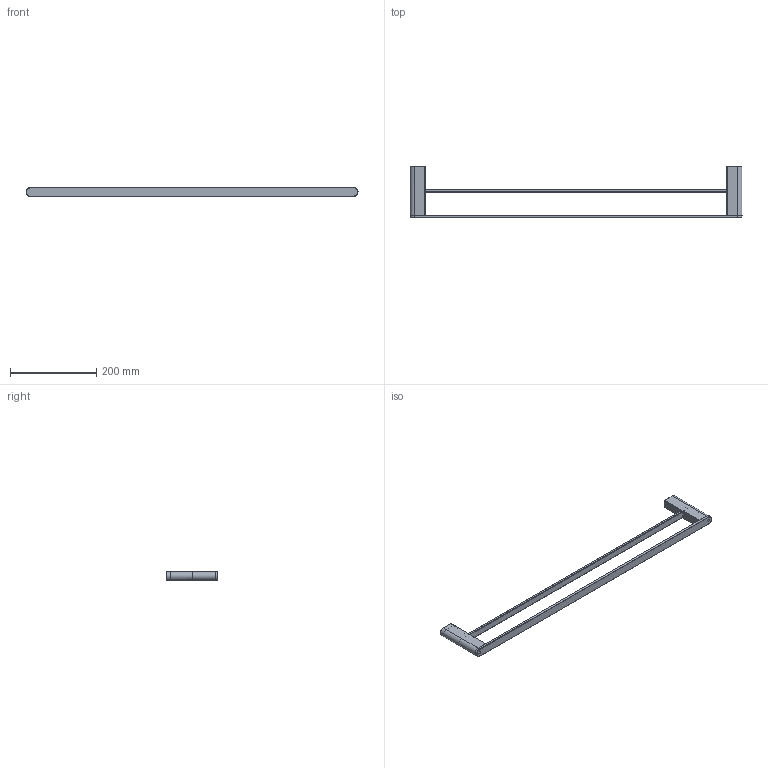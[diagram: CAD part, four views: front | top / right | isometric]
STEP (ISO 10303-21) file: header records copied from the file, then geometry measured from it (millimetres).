
FILE_DESCRIPTION(/* description */ (''),/* implementation_level */ '2;1');
FILE_NAME(/* name */ 'STEP - Mizu Soothe Double Towel Rail 750mm',/* time_stamp */ '2025-08-12T10:21:24+10:00',/* author */ (''),/* organization */ (''),/* preprocessor_version */ 'ST-DEVELOPER v16.5',/* originating_system */ 'Rhino 7.37',/* authorisation */ '');
FILE_SCHEMA (('AUTOMOTIVE_DESIGN'));
Length unit declared in the file: millimetre
Products named in the file (17): Document; 227161A_Mizu Soothe Double Towel Rail 750mm; 07161_ASM_ASM; 07161_ASM_10_ASM; 07130-A_ASM_4_ASM18; 07130-01_34; 07124-02_112; 07124-04_16; 07148-01-A_27; 07148-01-B_38; WASHER_110; 07100-01-A_412; 07100-01-B_614; M5-8_315; M5-55_316; 07161-01_2; M4-5_417
Assembly tree (24 placements, depth 6):
  Document
    227161A_Mizu Soothe Double Towel Rail 750mm
      07161_ASM_ASM
        07161_ASM_10_ASM
          07130-A_ASM_4_ASM18
            07130-01_34
            07124-02_112  x2
          07124-04_16  x4
          07148-01-A_27
          07148-01-B_38
          WASHER_110  x2
          07100-01-A_412
          07100-01-B_614
          M5-8_315  x2
          M5-55_316  x2
          07161-01_2
          M4-5_417  x2
Bounding box: 770 x 120 x 20 mm (x, y, z)
Volume: 174641.4 mm3; surface area: 155760.4 mm2
Topology: 20 solids, 32 shells, 478 faces, 1220 edges, 792 vertices
Faces by surface type: plane 210, cylinder 134, bspline 134
Entity records: 12717 total; most frequent: CARTESIAN_POINT 6501, ORIENTED_EDGE 1668, EDGE_CURVE 853, B_SPLINE_CURVE_WITH_KNOTS 601, VERTEX_POINT 564, EDGE_LOOP 373, DIRECTION 370, ADVANCED_FACE 328
